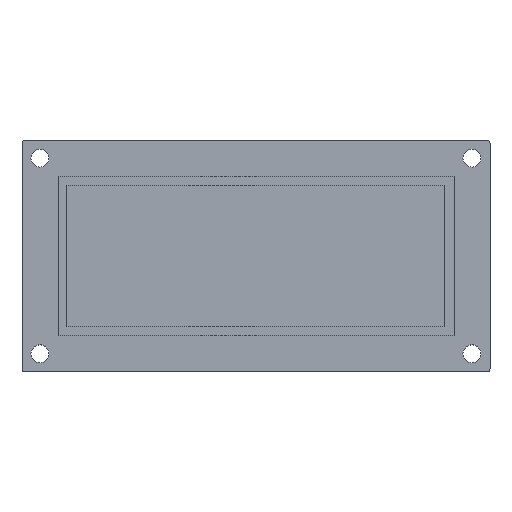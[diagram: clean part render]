
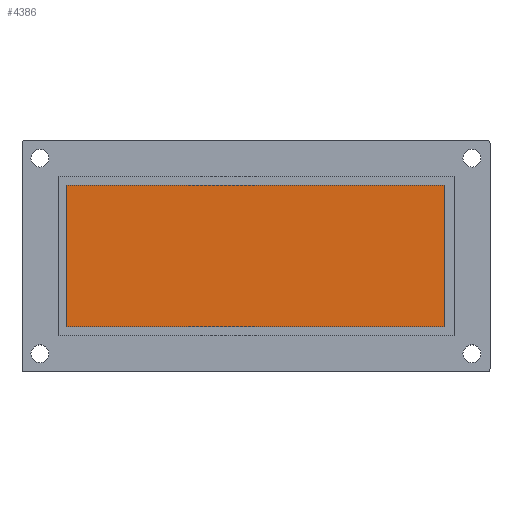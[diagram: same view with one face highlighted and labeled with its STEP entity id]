
A CAD part, top view. The second image highlights one B-rep face of the part: STEP entity #4386.
In plain terms, the highlighted planar face has unit normal (0, 0, 1).
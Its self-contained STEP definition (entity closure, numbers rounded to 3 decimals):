
#3307 = PLANE('',#3308);
#3308 = AXIS2_PLACEMENT_3D('',#3309,#3310,#3311);
#3309 = CARTESIAN_POINT('',(-21.,7.875,5.));
#3310 = DIRECTION('',(0.,-1.,0.));
#3311 = DIRECTION('',(1.,0.,0.));
#3333 = PLANE('',#3334);
#3334 = AXIS2_PLACEMENT_3D('',#3335,#3336,#3337);
#3335 = CARTESIAN_POINT('',(-21.,-7.875,5.));
#3336 = DIRECTION('',(1.,0.,0.));
#3337 = DIRECTION('',(0.,1.,0.));
#3359 = PLANE('',#3360);
#3360 = AXIS2_PLACEMENT_3D('',#3361,#3362,#3363);
#3361 = CARTESIAN_POINT('',(21.,-7.875,5.));
#3362 = DIRECTION('',(0.,1.,0.));
#3363 = DIRECTION('',(-1.,0.,0.));
#3383 = PLANE('',#3384);
#3384 = AXIS2_PLACEMENT_3D('',#3385,#3386,#3387);
#3385 = CARTESIAN_POINT('',(21.,7.875,5.));
#3386 = DIRECTION('',(-1.,0.,0.));
#3387 = DIRECTION('',(0.,-1.,0.));
#4191 = VERTEX_POINT('',#4192);
#4192 = CARTESIAN_POINT('',(-21.,7.875,1.));
#4213 = EDGE_CURVE('',#4191,#4214,#4216,.T.);
#4214 = VERTEX_POINT('',#4215);
#4215 = CARTESIAN_POINT('',(21.,7.875,1.));
#4216 = SURFACE_CURVE('',#4217,(#4221,#4228),.PCURVE_S1.);
#4217 = LINE('',#4218,#4219);
#4218 = CARTESIAN_POINT('',(-21.,7.875,1.));
#4219 = VECTOR('',#4220,1.);
#4220 = DIRECTION('',(1.,0.,0.));
#4221 = PCURVE('',#3307,#4222);
#4222 = DEFINITIONAL_REPRESENTATION('',(#4223),#4227);
#4223 = LINE('',#4224,#4225);
#4224 = CARTESIAN_POINT('',(0.,-4.));
#4225 = VECTOR('',#4226,1.);
#4226 = DIRECTION('',(1.,0.));
#4227 = ( GEOMETRIC_REPRESENTATION_CONTEXT(2) 
PARAMETRIC_REPRESENTATION_CONTEXT() REPRESENTATION_CONTEXT('2D SPACE',''
  ) );
#4228 = PCURVE('',#4229,#4234);
#4229 = PLANE('',#4230);
#4230 = AXIS2_PLACEMENT_3D('',#4231,#4232,#4233);
#4231 = CARTESIAN_POINT('',(0.,0.,1.));
#4232 = DIRECTION('',(-0.,-0.,-1.));
#4233 = DIRECTION('',(-1.,0.,0.));
#4234 = DEFINITIONAL_REPRESENTATION('',(#4235),#4239);
#4235 = LINE('',#4236,#4237);
#4236 = CARTESIAN_POINT('',(21.,7.875));
#4237 = VECTOR('',#4238,1.);
#4238 = DIRECTION('',(-1.,0.));
#4239 = ( GEOMETRIC_REPRESENTATION_CONTEXT(2) 
PARAMETRIC_REPRESENTATION_CONTEXT() REPRESENTATION_CONTEXT('2D SPACE',''
  ) );
#4267 = EDGE_CURVE('',#4214,#4268,#4270,.T.);
#4268 = VERTEX_POINT('',#4269);
#4269 = CARTESIAN_POINT('',(21.,-7.875,1.));
#4270 = SURFACE_CURVE('',#4271,(#4275,#4282),.PCURVE_S1.);
#4271 = LINE('',#4272,#4273);
#4272 = CARTESIAN_POINT('',(21.,7.875,1.));
#4273 = VECTOR('',#4274,1.);
#4274 = DIRECTION('',(0.,-1.,0.));
#4275 = PCURVE('',#3383,#4276);
#4276 = DEFINITIONAL_REPRESENTATION('',(#4277),#4281);
#4277 = LINE('',#4278,#4279);
#4278 = CARTESIAN_POINT('',(0.,-4.));
#4279 = VECTOR('',#4280,1.);
#4280 = DIRECTION('',(1.,0.));
#4281 = ( GEOMETRIC_REPRESENTATION_CONTEXT(2) 
PARAMETRIC_REPRESENTATION_CONTEXT() REPRESENTATION_CONTEXT('2D SPACE',''
  ) );
#4282 = PCURVE('',#4229,#4283);
#4283 = DEFINITIONAL_REPRESENTATION('',(#4284),#4288);
#4284 = LINE('',#4285,#4286);
#4285 = CARTESIAN_POINT('',(-21.,7.875));
#4286 = VECTOR('',#4287,1.);
#4287 = DIRECTION('',(0.,-1.));
#4288 = ( GEOMETRIC_REPRESENTATION_CONTEXT(2) 
PARAMETRIC_REPRESENTATION_CONTEXT() REPRESENTATION_CONTEXT('2D SPACE',''
  ) );
#4316 = EDGE_CURVE('',#4268,#4317,#4319,.T.);
#4317 = VERTEX_POINT('',#4318);
#4318 = CARTESIAN_POINT('',(-21.,-7.875,1.));
#4319 = SURFACE_CURVE('',#4320,(#4324,#4331),.PCURVE_S1.);
#4320 = LINE('',#4321,#4322);
#4321 = CARTESIAN_POINT('',(21.,-7.875,1.));
#4322 = VECTOR('',#4323,1.);
#4323 = DIRECTION('',(-1.,0.,0.));
#4324 = PCURVE('',#3359,#4325);
#4325 = DEFINITIONAL_REPRESENTATION('',(#4326),#4330);
#4326 = LINE('',#4327,#4328);
#4327 = CARTESIAN_POINT('',(0.,-4.));
#4328 = VECTOR('',#4329,1.);
#4329 = DIRECTION('',(1.,0.));
#4330 = ( GEOMETRIC_REPRESENTATION_CONTEXT(2) 
PARAMETRIC_REPRESENTATION_CONTEXT() REPRESENTATION_CONTEXT('2D SPACE',''
  ) );
#4331 = PCURVE('',#4229,#4332);
#4332 = DEFINITIONAL_REPRESENTATION('',(#4333),#4337);
#4333 = LINE('',#4334,#4335);
#4334 = CARTESIAN_POINT('',(-21.,-7.875));
#4335 = VECTOR('',#4336,1.);
#4336 = DIRECTION('',(1.,0.));
#4337 = ( GEOMETRIC_REPRESENTATION_CONTEXT(2) 
PARAMETRIC_REPRESENTATION_CONTEXT() REPRESENTATION_CONTEXT('2D SPACE',''
  ) );
#4365 = EDGE_CURVE('',#4317,#4191,#4366,.T.);
#4366 = SURFACE_CURVE('',#4367,(#4371,#4378),.PCURVE_S1.);
#4367 = LINE('',#4368,#4369);
#4368 = CARTESIAN_POINT('',(-21.,-7.875,1.));
#4369 = VECTOR('',#4370,1.);
#4370 = DIRECTION('',(0.,1.,0.));
#4371 = PCURVE('',#3333,#4372);
#4372 = DEFINITIONAL_REPRESENTATION('',(#4373),#4377);
#4373 = LINE('',#4374,#4375);
#4374 = CARTESIAN_POINT('',(0.,-4.));
#4375 = VECTOR('',#4376,1.);
#4376 = DIRECTION('',(1.,0.));
#4377 = ( GEOMETRIC_REPRESENTATION_CONTEXT(2) 
PARAMETRIC_REPRESENTATION_CONTEXT() REPRESENTATION_CONTEXT('2D SPACE',''
  ) );
#4378 = PCURVE('',#4229,#4379);
#4379 = DEFINITIONAL_REPRESENTATION('',(#4380),#4384);
#4380 = LINE('',#4381,#4382);
#4381 = CARTESIAN_POINT('',(21.,-7.875));
#4382 = VECTOR('',#4383,1.);
#4383 = DIRECTION('',(0.,1.));
#4384 = ( GEOMETRIC_REPRESENTATION_CONTEXT(2) 
PARAMETRIC_REPRESENTATION_CONTEXT() REPRESENTATION_CONTEXT('2D SPACE',''
  ) );
#4386 = ADVANCED_FACE('',(#4387),#4229,.F.);
#4387 = FACE_BOUND('',#4388,.F.);
#4388 = EDGE_LOOP('',(#4389,#4390,#4391,#4392));
#4389 = ORIENTED_EDGE('',*,*,#4213,.T.);
#4390 = ORIENTED_EDGE('',*,*,#4267,.T.);
#4391 = ORIENTED_EDGE('',*,*,#4316,.T.);
#4392 = ORIENTED_EDGE('',*,*,#4365,.T.);
